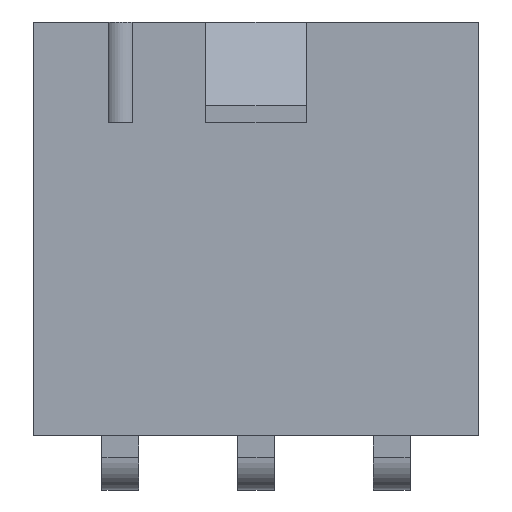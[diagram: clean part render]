
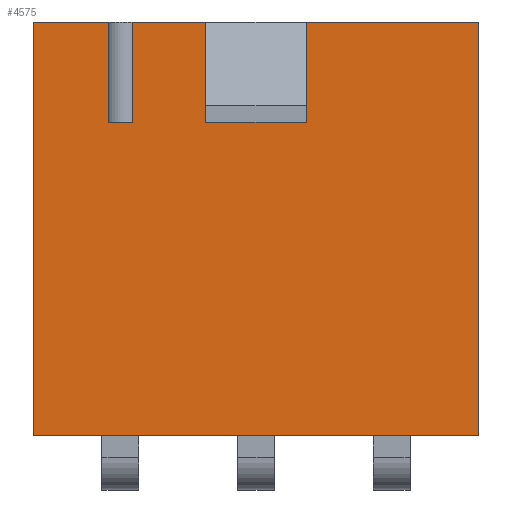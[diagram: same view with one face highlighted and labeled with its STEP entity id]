
A CAD part, top view. The second image highlights one B-rep face of the part: STEP entity #4575.
In plain terms, the highlighted planar face has unit normal (0, 0, 1).
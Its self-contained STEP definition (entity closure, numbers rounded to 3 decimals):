
#560=ORIENTED_EDGE('',*,*,#1188,.F.);
#561=ORIENTED_EDGE('',*,*,#1185,.T.);
#562=ORIENTED_EDGE('',*,*,#1187,.T.);
#563=ORIENTED_EDGE('',*,*,#1308,.T.);
#564=ORIENTED_EDGE('',*,*,#1305,.T.);
#565=ORIENTED_EDGE('',*,*,#1309,.F.);
#566=ORIENTED_EDGE('',*,*,#1310,.F.);
#567=ORIENTED_EDGE('',*,*,#1311,.T.);
#568=ORIENTED_EDGE('',*,*,#1196,.F.);
#569=ORIENTED_EDGE('',*,*,#1198,.F.);
#570=ORIENTED_EDGE('',*,*,#1200,.F.);
#571=ORIENTED_EDGE('',*,*,#1312,.T.);
#1185=EDGE_CURVE('',#1597,#1596,#1914,.T.);
#1187=EDGE_CURVE('',#1596,#1598,#1915,.T.);
#1188=EDGE_CURVE('',#1597,#1599,#1916,.T.);
#1196=EDGE_CURVE('',#1606,#1600,#1924,.T.);
#1198=EDGE_CURVE('',#1607,#1606,#1926,.T.);
#1200=EDGE_CURVE('',#1602,#1607,#1928,.T.);
#1305=EDGE_CURVE('',#1676,#1674,#2033,.T.);
#1308=EDGE_CURVE('',#1598,#1676,#2036,.T.);
#1309=EDGE_CURVE('',#1678,#1674,#2037,.T.);
#1310=EDGE_CURVE('',#1679,#1678,#2038,.T.);
#1311=EDGE_CURVE('',#1679,#1600,#2039,.T.);
#1312=EDGE_CURVE('',#1602,#1599,#2040,.T.);
#1596=VERTEX_POINT('',#6121);
#1597=VERTEX_POINT('',#6122);
#1598=VERTEX_POINT('',#6126);
#1599=VERTEX_POINT('',#6127);
#1600=VERTEX_POINT('',#6132);
#1602=VERTEX_POINT('',#6135);
#1606=VERTEX_POINT('',#6147);
#1607=VERTEX_POINT('',#6151);
#1674=VERTEX_POINT('',#6363);
#1676=VERTEX_POINT('',#6366);
#1678=VERTEX_POINT('',#6373);
#1679=VERTEX_POINT('',#6375);
#1914=LINE('',#6123,#2336);
#1915=LINE('',#6128,#2337);
#1916=LINE('',#6129,#2338);
#1924=LINE('',#6146,#2346);
#1926=LINE('',#6150,#2348);
#1928=LINE('',#6154,#2350);
#2033=LINE('',#6365,#2455);
#2036=LINE('',#6371,#2458);
#2037=LINE('',#6372,#2459);
#2038=LINE('',#6374,#2460);
#2039=LINE('',#6376,#2461);
#2040=LINE('',#6377,#2462);
#2336=VECTOR('',#5198,1000.);
#2337=VECTOR('',#5203,1000.);
#2338=VECTOR('',#5204,1000.);
#2346=VECTOR('',#5218,1000.);
#2348=VECTOR('',#5222,1000.);
#2350=VECTOR('',#5226,1000.);
#2455=VECTOR('',#5407,1000.);
#2458=VECTOR('',#5412,1000.);
#2459=VECTOR('',#5413,1000.);
#2460=VECTOR('',#5414,1000.);
#2461=VECTOR('',#5415,1000.);
#2462=VECTOR('',#5416,1000.);
#2725=EDGE_LOOP('',(#560,#561,#562,#563,#564,#565,#566,#567,#568,#569,#570,
#571));
#2925=FACE_BOUND('',#2725,.T.);
#3112=PLANE('',#4793);
#4575=ADVANCED_FACE('',(#2925),#3112,.T.);
#4793=AXIS2_PLACEMENT_3D('',#6370,#5410,#5411);
#5198=DIRECTION('',(0.,1.,0.));
#5203=DIRECTION('',(1.,0.,0.));
#5204=DIRECTION('',(1.,0.,0.));
#5218=DIRECTION('',(1.,0.,0.));
#5222=DIRECTION('',(0.,-1.,0.));
#5226=DIRECTION('',(-1.,0.,0.));
#5407=DIRECTION('',(-1.,0.,0.));
#5410=DIRECTION('',(0.,0.,1.));
#5411=DIRECTION('',(1.,0.,0.));
#5412=DIRECTION('',(0.,1.,0.));
#5413=DIRECTION('',(0.,1.,0.));
#5414=DIRECTION('',(-1.,0.,0.));
#5415=DIRECTION('',(0.,1.,0.));
#5416=DIRECTION('',(0.,1.,0.));
#6121=CARTESIAN_POINT('',(3.3,4.575,2.7));
#6122=CARTESIAN_POINT('',(3.3,3.825,2.7));
#6123=CARTESIAN_POINT('',(3.3,3.825,2.7));
#6126=CARTESIAN_POINT('',(6.4,4.575,2.7));
#6127=CARTESIAN_POINT('',(6.4,3.825,2.7));
#6128=CARTESIAN_POINT('',(3.3,4.575,2.7));
#6129=CARTESIAN_POINT('',(3.3,3.825,2.7));
#6132=CARTESIAN_POINT('',(6.4,-1.55,2.7));
#6135=CARTESIAN_POINT('',(6.4,1.55,2.7));
#6146=CARTESIAN_POINT('',(3.3,-1.55,2.7));
#6147=CARTESIAN_POINT('',(3.3,-1.55,2.7));
#6150=CARTESIAN_POINT('',(3.3,1.55,2.7));
#6151=CARTESIAN_POINT('',(3.3,1.55,2.7));
#6154=CARTESIAN_POINT('',(6.4,1.55,2.7));
#6363=CARTESIAN_POINT('',(-6.4,6.9,2.7));
#6365=CARTESIAN_POINT('',(6.4,6.9,2.7));
#6366=CARTESIAN_POINT('',(6.4,6.9,2.7));
#6370=CARTESIAN_POINT('',(6.4,-6.9,2.7));
#6371=CARTESIAN_POINT('',(6.4,-6.9,2.7));
#6372=CARTESIAN_POINT('',(-6.4,-6.9,2.7));
#6373=CARTESIAN_POINT('',(-6.4,-6.9,2.7));
#6374=CARTESIAN_POINT('',(6.4,-6.9,2.7));
#6375=CARTESIAN_POINT('',(6.4,-6.9,2.7));
#6376=CARTESIAN_POINT('',(6.4,-6.9,2.7));
#6377=CARTESIAN_POINT('',(6.4,-6.9,2.7));
